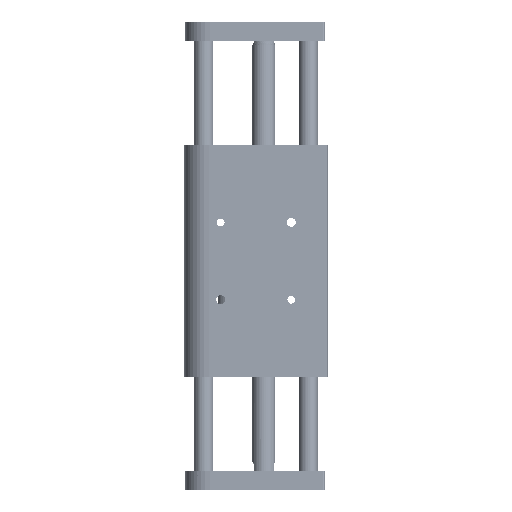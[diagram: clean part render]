
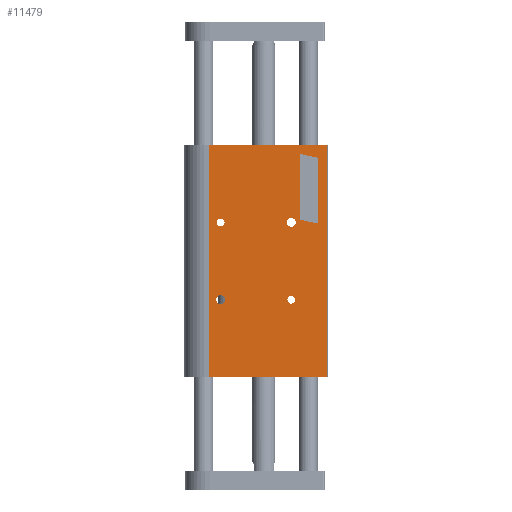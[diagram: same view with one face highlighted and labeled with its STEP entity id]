
A CAD part, left-side view. The second image highlights one B-rep face of the part: STEP entity #11479.
In plain terms, the highlighted planar face has unit normal (-1, 0, 0).
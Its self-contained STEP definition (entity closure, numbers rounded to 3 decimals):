
#1337 = CARTESIAN_POINT ( 'NONE',  ( -12.5, -18.955, 81.327 ) ) ;
#2239 = EDGE_CURVE ( 'NONE', #34971, #34971, #83294, .T. ) ;
#3078 = CIRCLE ( 'NONE', #86184, 2. ) ;
#3793 = CARTESIAN_POINT ( 'NONE',  ( -12.5, -14.25, 82.3 ) ) ;
#4121 = FACE_OUTER_BOUND ( 'NONE', #45127, .T. ) ;
#4321 = LINE ( 'NONE', #12201, #85489 ) ;
#4789 = EDGE_CURVE ( 'NONE', #17710, #41295, #14602, .T. ) ;
#5485 = PLANE ( 'NONE',  #89286 ) ;
#5610 = CARTESIAN_POINT ( 'NONE',  ( -12.5, 28.5, 120. ) ) ;
#5827 = DIRECTION ( 'NONE',  ( 0., 0., 1. ) ) ;
#5988 = ORIENTED_EDGE ( 'NONE', *, *, #52297, .T. ) ;
#6202 = LINE ( 'NONE', #84260, #40503 ) ;
#7170 = DIRECTION ( 'NONE',  ( 0., -0.978, -0.208 ) ) ;
#8131 = CARTESIAN_POINT ( 'NONE',  ( -12.5, 28.5, 0. ) ) ;
#10415 = ORIENTED_EDGE ( 'NONE', *, *, #2239, .T. ) ;
#11479 = ADVANCED_FACE ( 'NONE', ( #25970, #40814, #60328, #53380, #4121, #46472 ), #5485, .F. ) ;
#12196 = VECTOR ( 'NONE', #7170, 1000. ) ;
#12201 = CARTESIAN_POINT ( 'NONE',  ( -12.5, -18.955, 0. ) ) ;
#12248 = ORIENTED_EDGE ( 'NONE', *, *, #89488, .F. ) ;
#13394 = CARTESIAN_POINT ( 'NONE',  ( -12.5, -32.5, 0. ) ) ;
#14512 = EDGE_CURVE ( 'NONE', #39357, #59624, #71161, .T. ) ;
#14602 = LINE ( 'NONE', #84325, #12196 ) ;
#15119 = EDGE_LOOP ( 'NONE', ( #16293 ) ) ;
#15573 = EDGE_CURVE ( 'NONE', #60010, #60010, #72314, .T. ) ;
#15915 = AXIS2_PLACEMENT_3D ( 'NONE', #53946, #60876, #53042 ) ;
#16293 = ORIENTED_EDGE ( 'NONE', *, *, #15573, .F. ) ;
#17010 = CARTESIAN_POINT ( 'NONE',  ( -12.5, -32.5, 120. ) ) ;
#17710 = VERTEX_POINT ( 'NONE', #42214 ) ;
#17744 = VERTEX_POINT ( 'NONE', #74448 ) ;
#18096 = CARTESIAN_POINT ( 'NONE',  ( -12.5, -17.378, 81.662 ) ) ;
#18697 = EDGE_CURVE ( 'NONE', #20634, #39357, #50114, .T. ) ;
#19305 = CARTESIAN_POINT ( 'NONE',  ( -12.5, -32.5, 0. ) ) ;
#20100 = EDGE_CURVE ( 'NONE', #30438, #17710, #4321, .T. ) ;
#20634 = VERTEX_POINT ( 'NONE', #19305 ) ;
#20670 = VECTOR ( 'NONE', #85874, 1000. ) ;
#22365 = AXIS2_PLACEMENT_3D ( 'NONE', #60012, #26543, #89271 ) ;
#22681 = ORIENTED_EDGE ( 'NONE', *, *, #4789, .T. ) ;
#25186 = DIRECTION ( 'NONE',  ( 0., 0., -1. ) ) ;
#25970 = FACE_BOUND ( 'NONE', #45663, .T. ) ;
#26543 = DIRECTION ( 'NONE',  ( 1., 0., 0. ) ) ;
#26869 = CARTESIAN_POINT ( 'NONE',  ( -12.5, 28.5, 0. ) ) ;
#27555 = EDGE_LOOP ( 'NONE', ( #64051, #5988, #50943, #22681 ) ) ;
#27556 = CARTESIAN_POINT ( 'NONE',  ( -12.5, 22.25, 78. ) ) ;
#28447 = VERTEX_POINT ( 'NONE', #41244 ) ;
#29265 = DIRECTION ( 'NONE',  ( 0., 1., 0. ) ) ;
#29786 = DIRECTION ( 'NONE',  ( 0., 1., 0. ) ) ;
#30438 = VERTEX_POINT ( 'NONE', #1337 ) ;
#33397 = DIRECTION ( 'NONE',  ( 0., 1., 0. ) ) ;
#33967 = DIRECTION ( 'NONE',  ( 0., 0., -1. ) ) ;
#34511 = CARTESIAN_POINT ( 'NONE',  ( -12.5, -14.25, 38. ) ) ;
#34971 = VERTEX_POINT ( 'NONE', #34511 ) ;
#35942 = DIRECTION ( 'NONE',  ( 0., 0., -1. ) ) ;
#38232 = EDGE_CURVE ( 'NONE', #41295, #28447, #6202, .T. ) ;
#38520 = VECTOR ( 'NONE', #33967, 1000. ) ;
#39357 = VERTEX_POINT ( 'NONE', #17010 ) ;
#39909 = DIRECTION ( 'NONE',  ( 0., 0.978, 0.208 ) ) ;
#40503 = VECTOR ( 'NONE', #35942, 1000. ) ;
#40814 = FACE_BOUND ( 'NONE', #88724, .T. ) ;
#41169 = DIRECTION ( 'NONE',  ( -1., 0., 0. ) ) ;
#41244 = CARTESIAN_POINT ( 'NONE',  ( -12.5, -27.939, 79.415 ) ) ;
#41258 = VERTEX_POINT ( 'NONE', #8131 ) ;
#41295 = VERTEX_POINT ( 'NONE', #88072 ) ;
#42068 = CARTESIAN_POINT ( 'NONE',  ( -12.5, 22.25, 40. ) ) ;
#42214 = CARTESIAN_POINT ( 'NONE',  ( -12.5, -18.955, 115.352 ) ) ;
#42470 = EDGE_LOOP ( 'NONE', ( #75754 ) ) ;
#42561 = ORIENTED_EDGE ( 'NONE', *, *, #88532, .T. ) ;
#45127 = EDGE_LOOP ( 'NONE', ( #12248, #61026, #56820, #42561 ) ) ;
#45663 = EDGE_LOOP ( 'NONE', ( #75612 ) ) ;
#46001 = DIRECTION ( 'NONE',  ( 1., 0., 0. ) ) ;
#46472 = FACE_BOUND ( 'NONE', #27555, .T. ) ;
#47593 = VERTEX_POINT ( 'NONE', #27556 ) ;
#50114 = LINE ( 'NONE', #13394, #20670 ) ;
#50943 = ORIENTED_EDGE ( 'NONE', *, *, #20100, .T. ) ;
#52297 = EDGE_CURVE ( 'NONE', #28447, #30438, #88715, .T. ) ;
#53042 = DIRECTION ( 'NONE',  ( 0., 0., 1. ) ) ;
#53380 = FACE_BOUND ( 'NONE', #15119, .T. ) ;
#53946 = CARTESIAN_POINT ( 'NONE',  ( -12.5, -14.25, 80. ) ) ;
#54439 = LINE ( 'NONE', #82790, #74275 ) ;
#55621 = VECTOR ( 'NONE', #39909, 1000. ) ;
#55900 = VECTOR ( 'NONE', #29786, 1000. ) ;
#56820 = ORIENTED_EDGE ( 'NONE', *, *, #14512, .T. ) ;
#59624 = VERTEX_POINT ( 'NONE', #83687 ) ;
#60010 = VERTEX_POINT ( 'NONE', #3793 ) ;
#60012 = CARTESIAN_POINT ( 'NONE',  ( -12.5, -14.25, 40. ) ) ;
#60328 = FACE_BOUND ( 'NONE', #42470, .T. ) ;
#60876 = DIRECTION ( 'NONE',  ( -1., 0., 0. ) ) ;
#61026 = ORIENTED_EDGE ( 'NONE', *, *, #18697, .T. ) ;
#62258 = LINE ( 'NONE', #5610, #38520 ) ;
#62329 = AXIS2_PLACEMENT_3D ( 'NONE', #42068, #41169, #5827 ) ;
#64051 = ORIENTED_EDGE ( 'NONE', *, *, #38232, .T. ) ;
#68330 = CIRCLE ( 'NONE', #62329, 2.3 ) ;
#71161 = LINE ( 'NONE', #77684, #55900 ) ;
#72314 = CIRCLE ( 'NONE', #15915, 2.3 ) ;
#74275 = VECTOR ( 'NONE', #29265, 1000. ) ;
#74448 = CARTESIAN_POINT ( 'NONE',  ( -12.5, 22.25, 42.3 ) ) ;
#74458 = CARTESIAN_POINT ( 'NONE',  ( -12.5, 22.25, 80. ) ) ;
#74993 = EDGE_CURVE ( 'NONE', #47593, #47593, #3078, .T. ) ;
#75612 = ORIENTED_EDGE ( 'NONE', *, *, #74993, .T. ) ;
#75754 = ORIENTED_EDGE ( 'NONE', *, *, #89692, .F. ) ;
#77684 = CARTESIAN_POINT ( 'NONE',  ( -12.5, 28.5, 120. ) ) ;
#82790 = CARTESIAN_POINT ( 'NONE',  ( -12.5, 28.5, 0. ) ) ;
#83294 = CIRCLE ( 'NONE', #22365, 2. ) ;
#83687 = CARTESIAN_POINT ( 'NONE',  ( -12.5, 28.5, 120. ) ) ;
#84260 = CARTESIAN_POINT ( 'NONE',  ( -12.5, -27.939, 0. ) ) ;
#84325 = CARTESIAN_POINT ( 'NONE',  ( -12.5, -24.317, 114.21 ) ) ;
#85489 = VECTOR ( 'NONE', #89361, 1000. ) ;
#85874 = DIRECTION ( 'NONE',  ( 0., 0., 1. ) ) ;
#86184 = AXIS2_PLACEMENT_3D ( 'NONE', #74458, #88394, #25186 ) ;
#88072 = CARTESIAN_POINT ( 'NONE',  ( -12.5, -27.939, 113.439 ) ) ;
#88394 = DIRECTION ( 'NONE',  ( 1., 0., 0. ) ) ;
#88532 = EDGE_CURVE ( 'NONE', #59624, #41258, #62258, .T. ) ;
#88715 = LINE ( 'NONE', #18096, #55621 ) ;
#88724 = EDGE_LOOP ( 'NONE', ( #10415 ) ) ;
#89271 = DIRECTION ( 'NONE',  ( 0., 0., -1. ) ) ;
#89286 = AXIS2_PLACEMENT_3D ( 'NONE', #26869, #46001, #33397 ) ;
#89361 = DIRECTION ( 'NONE',  ( 0., 0., 1. ) ) ;
#89488 = EDGE_CURVE ( 'NONE', #20634, #41258, #54439, .T. ) ;
#89692 = EDGE_CURVE ( 'NONE', #17744, #17744, #68330, .T. ) ;
